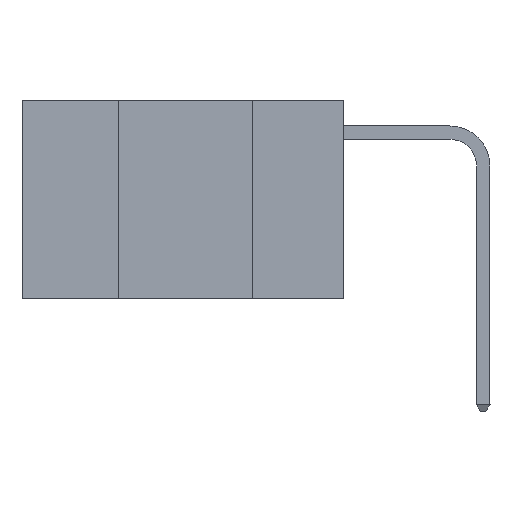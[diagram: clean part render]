
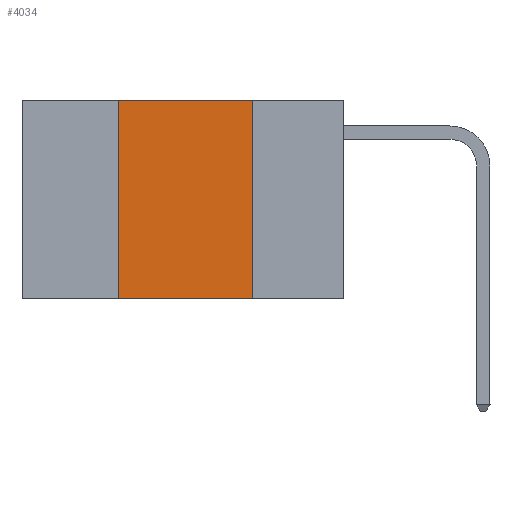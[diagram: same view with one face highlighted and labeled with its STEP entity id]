
A CAD part, left-side view. The second image highlights one B-rep face of the part: STEP entity #4034.
In plain terms, the highlighted planar face has unit normal (-1, 0, 0).
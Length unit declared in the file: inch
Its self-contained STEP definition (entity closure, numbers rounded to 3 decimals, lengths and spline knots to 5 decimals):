
#420 = DIRECTION ( 'NONE',  ( 0., -1., 0. ) ) ;
#1057 = EDGE_CURVE ( 'NONE', #18504, #5518, #13052, .T. ) ;
#1058 = VECTOR ( 'NONE', #13893, 39.37008 ) ;
#2228 = CARTESIAN_POINT ( 'NONE',  ( 0., 0.6, 0. ) ) ;
#2393 = DIRECTION ( 'NONE',  ( 0., -1., 0. ) ) ;
#2826 = FACE_OUTER_BOUND ( 'NONE', #3100, .T. ) ;
#2986 = EDGE_CURVE ( 'NONE', #21345, #5518, #19346, .T. ) ;
#3100 = EDGE_LOOP ( 'NONE', ( #3519, #6570, #11047, #8555 ) ) ;
#3324 = EDGE_CURVE ( 'NONE', #18504, #20337, #16383, .T. ) ;
#3519 = ORIENTED_EDGE ( 'NONE', *, *, #2986, .F. ) ;
#4034 = ADVANCED_FACE ( 'NONE', ( #2826 ), #4313, .F. ) ;
#4313 = PLANE ( 'NONE',  #18318 ) ;
#5008 = VECTOR ( 'NONE', #420, 39.37008 ) ;
#5518 = VERTEX_POINT ( 'NONE', #20971 ) ;
#6108 = DIRECTION ( 'NONE',  ( 1., 0., 0. ) ) ;
#6570 = ORIENTED_EDGE ( 'NONE', *, *, #15080, .F. ) ;
#8555 = ORIENTED_EDGE ( 'NONE', *, *, #1057, .T. ) ;
#8590 = VECTOR ( 'NONE', #24940, 39.37008 ) ;
#10942 = CARTESIAN_POINT ( 'NONE',  ( 0., 0.17, 0. ) ) ;
#11047 = ORIENTED_EDGE ( 'NONE', *, *, #3324, .F. ) ;
#12434 = CARTESIAN_POINT ( 'NONE',  ( 0., 0.17, 0. ) ) ;
#13052 = LINE ( 'NONE', #15128, #5008 ) ;
#13893 = DIRECTION ( 'NONE',  ( 0., 0., 1. ) ) ;
#15080 = EDGE_CURVE ( 'NONE', #20337, #21345, #17381, .T. ) ;
#15128 = CARTESIAN_POINT ( 'NONE',  ( 0., 0.6, -0.37 ) ) ;
#16383 = LINE ( 'NONE', #20429, #1058 ) ;
#17381 = LINE ( 'NONE', #21542, #17641 ) ;
#17641 = VECTOR ( 'NONE', #2393, 39.37008 ) ;
#18318 = AXIS2_PLACEMENT_3D ( 'NONE', #2228, #6108, #18740 ) ;
#18504 = VERTEX_POINT ( 'NONE', #25096 ) ;
#18740 = DIRECTION ( 'NONE',  ( 0., 0., -1. ) ) ;
#19346 = LINE ( 'NONE', #12434, #8590 ) ;
#20337 = VERTEX_POINT ( 'NONE', #23639 ) ;
#20429 = CARTESIAN_POINT ( 'NONE',  ( 0., 0.42, 0. ) ) ;
#20971 = CARTESIAN_POINT ( 'NONE',  ( 0., 0.17, -0.37 ) ) ;
#21345 = VERTEX_POINT ( 'NONE', #10942 ) ;
#21542 = CARTESIAN_POINT ( 'NONE',  ( 0., 0.6, 0. ) ) ;
#23639 = CARTESIAN_POINT ( 'NONE',  ( 0., 0.42, 0. ) ) ;
#24940 = DIRECTION ( 'NONE',  ( 0., 0., -1. ) ) ;
#25096 = CARTESIAN_POINT ( 'NONE',  ( 0., 0.42, -0.37 ) ) ;
